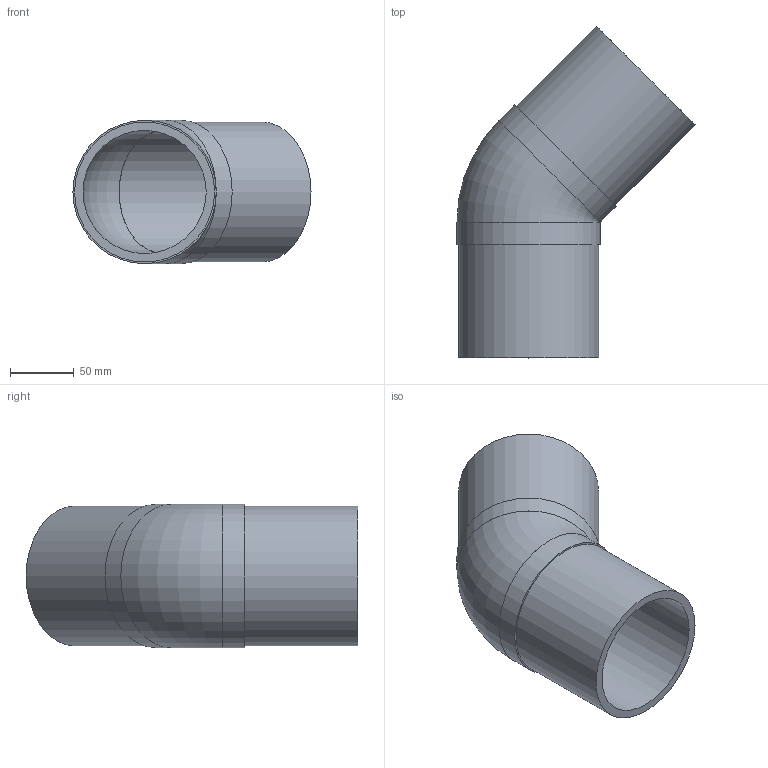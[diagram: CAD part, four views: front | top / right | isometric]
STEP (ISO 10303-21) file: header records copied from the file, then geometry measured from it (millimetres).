
FILE_DESCRIPTION(('Beschreibung'),'1');
FILE_NAME('25.15.01.063_SDR17_PE100_110.STP', '2014-09-15T06:01:17',('Author'), ('Organization'), 'KCM Version 1.1.794.0', 'Kubotek KeyCreator', 'Authorization');
FILE_SCHEMA(('CONFIG_CONTROL_DESIGN'));
Length unit declared in the file: millimetre
Bounding box: 187.13 x 260.81 x 112.64 mm (x, y, z)
Volume: 586387.4 mm3; surface area: 173381.6 mm2
Topology: 1 solids, 1 shells, 17 faces, 56 edges, 65 vertices
Faces by surface type: plane 8, cylinder 5, torus 2, cone 2
Full cylindrical faces by diameter (mm): 96.6 x1, 96.8 x2, 110 x2
Entity records: 647 total; most frequent: DIRECTION 108, CARTESIAN_POINT 99, ORIENTED_EDGE 70, AXIS2_PLACEMENT_3D 41, EDGE_CURVE 35, VERTEX_POINT 26, VECTOR 26, LINE 26
